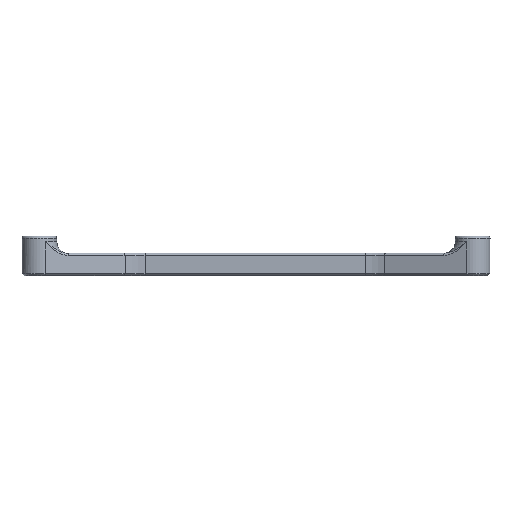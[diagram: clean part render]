
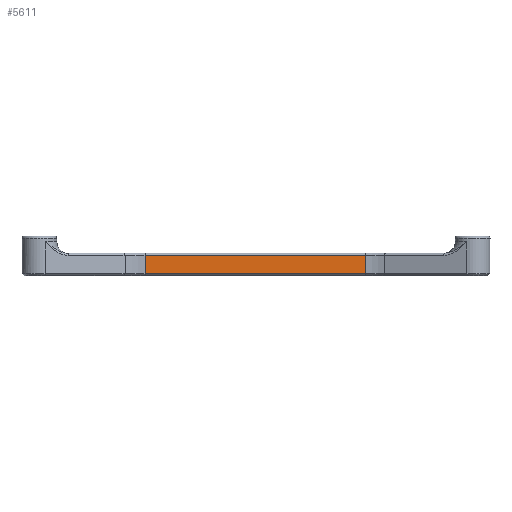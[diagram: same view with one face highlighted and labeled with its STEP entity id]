
A CAD part, left-side view. The second image highlights one B-rep face of the part: STEP entity #5611.
In plain terms, the highlighted planar face has unit normal (-1, 0, 0).
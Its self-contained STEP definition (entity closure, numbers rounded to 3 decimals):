
#659=FACE_OUTER_BOUND('',#1013,.T.);
#1013=EDGE_LOOP('',(#4289,#4290,#4291,#4292));
#1466=LINE('',#8787,#1988);
#1475=LINE('',#8815,#1997);
#1486=LINE('',#8925,#2008);
#1487=LINE('',#8979,#2009);
#1988=VECTOR('',#6727,10.);
#1997=VECTOR('',#6760,10.);
#2008=VECTOR('',#6809,10.);
#2009=VECTOR('',#6820,10.);
#2506=VERTEX_POINT('',#8781);
#2507=VERTEX_POINT('',#8785);
#2514=VERTEX_POINT('',#8813);
#2528=VERTEX_POINT('',#8920);
#3120=EDGE_CURVE('',#2507,#2506,#1466,.T.);
#3134=EDGE_CURVE('',#2514,#2507,#1475,.T.);
#3160=EDGE_CURVE('',#2528,#2514,#1486,.T.);
#3164=EDGE_CURVE('',#2506,#2528,#1487,.T.);
#4289=ORIENTED_EDGE('',*,*,#3120,.F.);
#4290=ORIENTED_EDGE('',*,*,#3134,.F.);
#4291=ORIENTED_EDGE('',*,*,#3160,.F.);
#4292=ORIENTED_EDGE('',*,*,#3164,.F.);
#5396=PLANE('',#5987);
#5611=ADVANCED_FACE('',(#659),#5396,.T.);
#5987=AXIS2_PLACEMENT_3D('',#8978,#6818,#6819);
#6727=DIRECTION('',(0.,1.,0.));
#6760=DIRECTION('',(0.,0.,-1.));
#6809=DIRECTION('',(0.,-1.,0.));
#6818=DIRECTION('center_axis',(-1.,0.,0.));
#6819=DIRECTION('ref_axis',(0.,-1.,0.));
#6820=DIRECTION('',(0.,0.,1.));
#8781=CARTESIAN_POINT('',(-3.558,19.522,0.4));
#8785=CARTESIAN_POINT('',(-3.558,-19.243,0.4));
#8787=CARTESIAN_POINT('',(-3.558,10.666,0.4));
#8813=CARTESIAN_POINT('',(-3.558,-19.243,3.6));
#8815=CARTESIAN_POINT('',(-3.558,-19.243,0.));
#8920=CARTESIAN_POINT('',(-3.558,19.522,3.6));
#8925=CARTESIAN_POINT('',(-3.558,10.666,3.6));
#8978=CARTESIAN_POINT('Origin',(-3.558,21.345,0.));
#8979=CARTESIAN_POINT('',(-3.558,19.522,0.));
